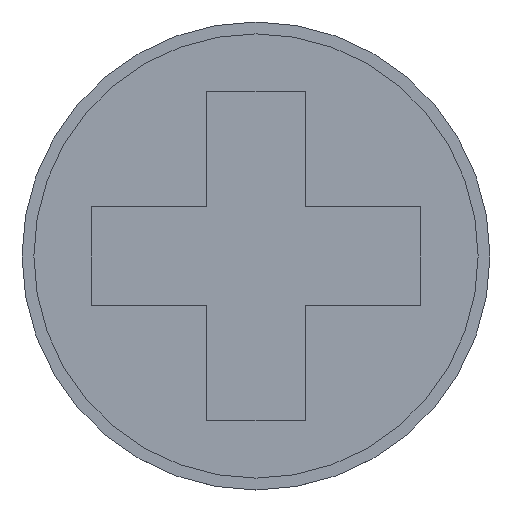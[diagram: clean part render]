
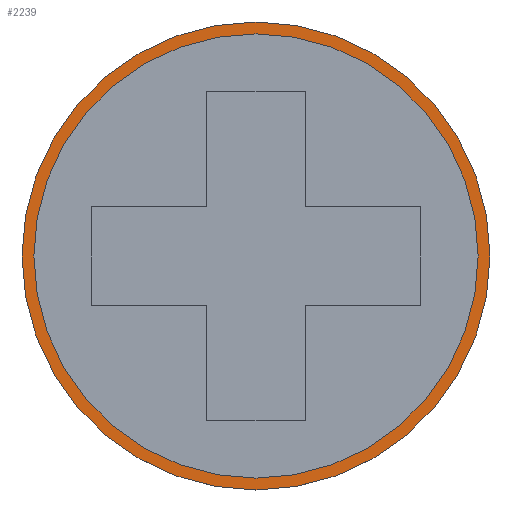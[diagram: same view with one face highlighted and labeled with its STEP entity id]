
A CAD part, top view. The second image highlights one B-rep face of the part: STEP entity #2239.
In plain terms, the highlighted planar face has unit normal (0, 0, 1).
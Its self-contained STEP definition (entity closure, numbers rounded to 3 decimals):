
#2073 = VERTEX_POINT('',#2074);
#2074 = CARTESIAN_POINT('',(47.4,0.,1.2));
#2081 = CYLINDRICAL_SURFACE('',#2082,47.4);
#2082 = AXIS2_PLACEMENT_3D('',#2083,#2084,#2085);
#2083 = CARTESIAN_POINT('',(0.,0.,0.));
#2084 = DIRECTION('',(-0.,-0.,-1.));
#2085 = DIRECTION('',(1.,0.,0.));
#2100 = EDGE_CURVE('',#2073,#2073,#2101,.T.);
#2101 = SURFACE_CURVE('',#2102,(#2107,#2114),.PCURVE_S1.);
#2102 = CIRCLE('',#2103,47.4);
#2103 = AXIS2_PLACEMENT_3D('',#2104,#2105,#2106);
#2104 = CARTESIAN_POINT('',(0.,0.,1.2));
#2105 = DIRECTION('',(0.,0.,1.));
#2106 = DIRECTION('',(1.,0.,0.));
#2107 = PCURVE('',#2081,#2108);
#2108 = DEFINITIONAL_REPRESENTATION('',(#2109),#2113);
#2109 = LINE('',#2110,#2111);
#2110 = CARTESIAN_POINT('',(-0.,-1.2));
#2111 = VECTOR('',#2112,1.);
#2112 = DIRECTION('',(-1.,0.));
#2113 = ( GEOMETRIC_REPRESENTATION_CONTEXT(2) 
PARAMETRIC_REPRESENTATION_CONTEXT() REPRESENTATION_CONTEXT('2D SPACE',''
  ) );
#2114 = PCURVE('',#2115,#2120);
#2115 = PLANE('',#2116);
#2116 = AXIS2_PLACEMENT_3D('',#2117,#2118,#2119);
#2117 = CARTESIAN_POINT('',(0.,0.,1.2));
#2118 = DIRECTION('',(0.,0.,1.));
#2119 = DIRECTION('',(1.,0.,0.));
#2120 = DEFINITIONAL_REPRESENTATION('',(#2121),#2125);
#2121 = CIRCLE('',#2122,47.4);
#2122 = AXIS2_PLACEMENT_2D('',#2123,#2124);
#2123 = CARTESIAN_POINT('',(0.,0.));
#2124 = DIRECTION('',(1.,0.));
#2125 = ( GEOMETRIC_REPRESENTATION_CONTEXT(2) 
PARAMETRIC_REPRESENTATION_CONTEXT() REPRESENTATION_CONTEXT('2D SPACE',''
  ) );
#2161 = VERTEX_POINT('',#2162);
#2162 = CARTESIAN_POINT('',(45.,0.,1.2));
#2169 = CYLINDRICAL_SURFACE('',#2170,45.);
#2170 = AXIS2_PLACEMENT_3D('',#2171,#2172,#2173);
#2171 = CARTESIAN_POINT('',(0.,0.,0.));
#2172 = DIRECTION('',(-0.,-0.,-1.));
#2173 = DIRECTION('',(1.,0.,0.));
#2188 = EDGE_CURVE('',#2161,#2161,#2189,.T.);
#2189 = SURFACE_CURVE('',#2190,(#2195,#2202),.PCURVE_S1.);
#2190 = CIRCLE('',#2191,45.);
#2191 = AXIS2_PLACEMENT_3D('',#2192,#2193,#2194);
#2192 = CARTESIAN_POINT('',(0.,0.,1.2));
#2193 = DIRECTION('',(0.,0.,1.));
#2194 = DIRECTION('',(1.,0.,0.));
#2195 = PCURVE('',#2169,#2196);
#2196 = DEFINITIONAL_REPRESENTATION('',(#2197),#2201);
#2197 = LINE('',#2198,#2199);
#2198 = CARTESIAN_POINT('',(-0.,-1.2));
#2199 = VECTOR('',#2200,1.);
#2200 = DIRECTION('',(-1.,0.));
#2201 = ( GEOMETRIC_REPRESENTATION_CONTEXT(2) 
PARAMETRIC_REPRESENTATION_CONTEXT() REPRESENTATION_CONTEXT('2D SPACE',''
  ) );
#2202 = PCURVE('',#2115,#2203);
#2203 = DEFINITIONAL_REPRESENTATION('',(#2204),#2208);
#2204 = CIRCLE('',#2205,45.);
#2205 = AXIS2_PLACEMENT_2D('',#2206,#2207);
#2206 = CARTESIAN_POINT('',(0.,0.));
#2207 = DIRECTION('',(1.,0.));
#2208 = ( GEOMETRIC_REPRESENTATION_CONTEXT(2) 
PARAMETRIC_REPRESENTATION_CONTEXT() REPRESENTATION_CONTEXT('2D SPACE',''
  ) );
#2239 = ADVANCED_FACE('',(#2240,#2243),#2115,.T.);
#2240 = FACE_BOUND('',#2241,.T.);
#2241 = EDGE_LOOP('',(#2242));
#2242 = ORIENTED_EDGE('',*,*,#2100,.T.);
#2243 = FACE_BOUND('',#2244,.T.);
#2244 = EDGE_LOOP('',(#2245));
#2245 = ORIENTED_EDGE('',*,*,#2188,.F.);
